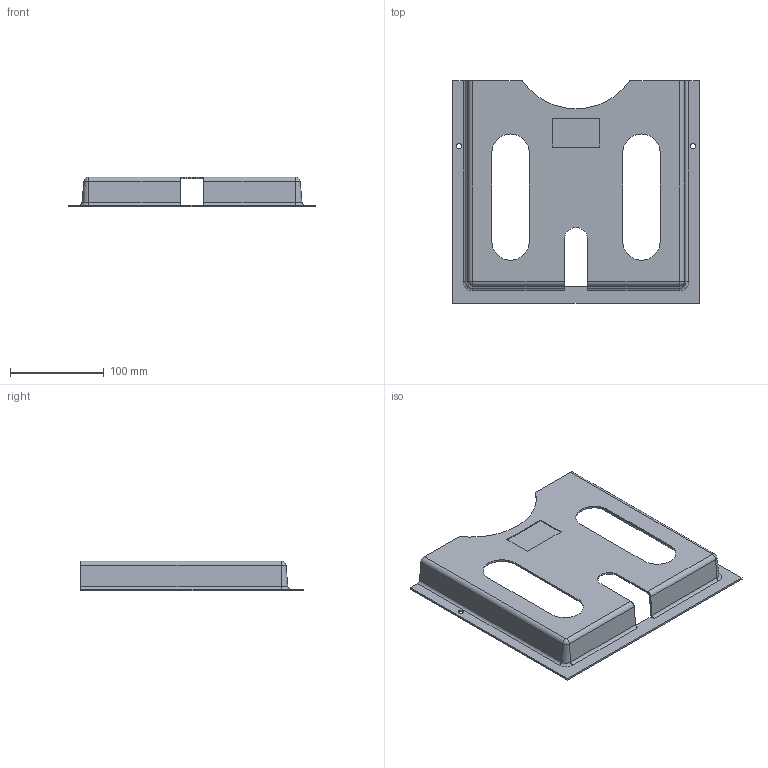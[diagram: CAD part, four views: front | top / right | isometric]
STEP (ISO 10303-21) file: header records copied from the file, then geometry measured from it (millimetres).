
FILE_DESCRIPTION(('STEP AP214'),'1');
FILE_NAME('cctmp_3A46B4A3-3DC3-4BC5-9623-10606755F955_2023_07_22_16_36_37_0164..stp','2023-07-22T14:36:37',('SIEMENS A&D'),('CADClick - www.CADClick.com'),'Spatial InterOp 3D postprocessed',' ','unknown authorization');
FILE_SCHEMA(('AUTOMOTIVE_DESIGN'));
Length unit declared in the file: millimetre
Products named in the file (1): 2023_07_22_16_36_37_0160
Bounding box: 264 x 238 x 32 mm (x, y, z)
Volume: 127521 mm3; surface area: 133193.7 mm2
Topology: 1 solids, 1 shells, 69 faces, 186 edges, 118 vertices
Faces by surface type: plane 31, cylinder 26, torus 8, cone 4
Entity records: 2417 total; most frequent: DIRECTION 396, CARTESIAN_POINT 374, ORIENTED_EDGE 372, EDGE_CURVE 186, AXIS2_PLACEMENT_3D 140, VERTEX_POINT 118, LINE 116, VECTOR 116
